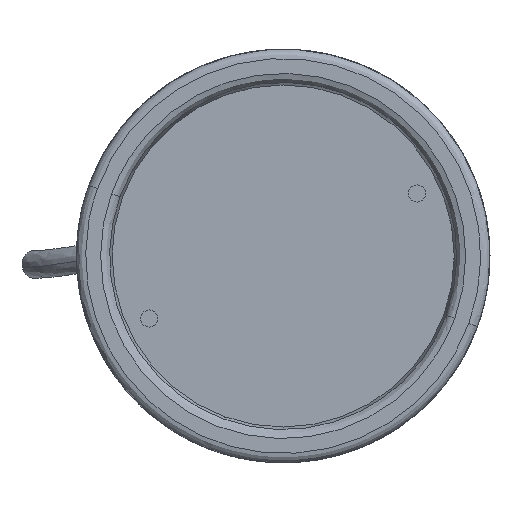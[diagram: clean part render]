
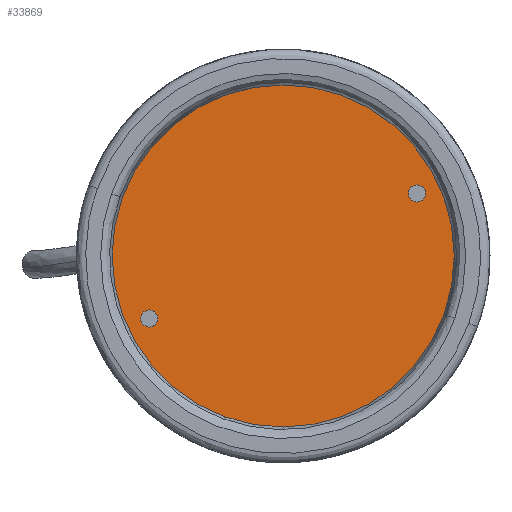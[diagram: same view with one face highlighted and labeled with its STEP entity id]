
A CAD part, front view. The second image highlights one B-rep face of the part: STEP entity #33869.
In plain terms, the highlighted planar face has unit normal (0, -1, 0).
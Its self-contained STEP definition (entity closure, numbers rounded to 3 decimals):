
#929 = AXIS2_PLACEMENT_3D ( 'NONE', #54291, #78058, #47181 ) ;
#1518 = EDGE_CURVE ( 'NONE', #70144, #46049, #30458, .T. ) ;
#2671 = AXIS2_PLACEMENT_3D ( 'NONE', #9491, #69652, #9106 ) ;
#4067 = DIRECTION ( 'NONE',  ( 0., -1., 0. ) ) ;
#4686 = CIRCLE ( 'NONE', #929, 2.75 ) ;
#6204 = CARTESIAN_POINT ( 'NONE',  ( 30.838, 5.2, 33.588 ) ) ;
#9106 = DIRECTION ( 'NONE',  ( 0., 0., -1. ) ) ;
#9491 = CARTESIAN_POINT ( 'NONE',  ( 0., 5.2, 0. ) ) ;
#9641 = CARTESIAN_POINT ( 'NONE',  ( 0., 5.2, 0. ) ) ;
#9845 = EDGE_LOOP ( 'NONE', ( #24364, #52266 ) ) ;
#9937 = FACE_BOUND ( 'NONE', #9845, .T. ) ;
#20639 = AXIS2_PLACEMENT_3D ( 'NONE', #9641, #4067, #75722 ) ;
#22012 = CIRCLE ( 'NONE', #40888, 2.75 ) ;
#22022 = CARTESIAN_POINT ( 'NONE',  ( -36.338, 5.2, -33.588 ) ) ;
#22594 = CARTESIAN_POINT ( 'NONE',  ( 0., 5.2, -55. ) ) ;
#24364 = ORIENTED_EDGE ( 'NONE', *, *, #77788, .F. ) ;
#24590 = ORIENTED_EDGE ( 'NONE', *, *, #54773, .T. ) ;
#24774 = ORIENTED_EDGE ( 'NONE', *, *, #74599, .F. ) ;
#25717 = CIRCLE ( 'NONE', #20639, 55. ) ;
#26603 = CARTESIAN_POINT ( 'NONE',  ( -110., 5.2, -110. ) ) ;
#27269 = EDGE_CURVE ( 'NONE', #45860, #57727, #22012, .T. ) ;
#28881 = DIRECTION ( 'NONE',  ( 1., 0., 0. ) ) ;
#30458 = CIRCLE ( 'NONE', #2671, 55. ) ;
#32279 = CARTESIAN_POINT ( 'NONE',  ( 33.588, 5.2, 33.588 ) ) ;
#33869 = ADVANCED_FACE ( 'NONE', ( #9937, #56237, #51864 ), #69717, .F. ) ;
#34227 = ORIENTED_EDGE ( 'NONE', *, *, #27269, .F. ) ;
#39633 = DIRECTION ( 'NONE',  ( 0., 1., 0. ) ) ;
#40280 = EDGE_LOOP ( 'NONE', ( #24774, #34227 ) ) ;
#40808 = ORIENTED_EDGE ( 'NONE', *, *, #1518, .T. ) ;
#40888 = AXIS2_PLACEMENT_3D ( 'NONE', #50471, #43357, #67517 ) ;
#41685 = CIRCLE ( 'NONE', #58118, 2.75 ) ;
#43357 = DIRECTION ( 'NONE',  ( 0., -1., 0. ) ) ;
#43820 = AXIS2_PLACEMENT_3D ( 'NONE', #26603, #39633, #69323 ) ;
#44894 = DIRECTION ( 'NONE',  ( 0., -1., 0. ) ) ;
#45672 = DIRECTION ( 'NONE',  ( 1., 0., 0. ) ) ;
#45860 = VERTEX_POINT ( 'NONE', #22022 ) ;
#46049 = VERTEX_POINT ( 'NONE', #22594 ) ;
#47181 = DIRECTION ( 'NONE',  ( 1., 0., 0. ) ) ;
#48579 = VERTEX_POINT ( 'NONE', #6204 ) ;
#49655 = EDGE_LOOP ( 'NONE', ( #24590, #40808 ) ) ;
#50471 = CARTESIAN_POINT ( 'NONE',  ( -33.588, 5.2, -33.588 ) ) ;
#51642 = AXIS2_PLACEMENT_3D ( 'NONE', #53360, #70072, #28881 ) ;
#51864 = FACE_OUTER_BOUND ( 'NONE', #49655, .T. ) ;
#52266 = ORIENTED_EDGE ( 'NONE', *, *, #72519, .F. ) ;
#53360 = CARTESIAN_POINT ( 'NONE',  ( -33.588, 5.2, -33.588 ) ) ;
#54291 = CARTESIAN_POINT ( 'NONE',  ( 33.588, 5.2, 33.588 ) ) ;
#54773 = EDGE_CURVE ( 'NONE', #46049, #70144, #25717, .T. ) ;
#56237 = FACE_BOUND ( 'NONE', #40280, .T. ) ;
#56660 = CIRCLE ( 'NONE', #51642, 2.75 ) ;
#57727 = VERTEX_POINT ( 'NONE', #65869 ) ;
#58118 = AXIS2_PLACEMENT_3D ( 'NONE', #32279, #44894, #45672 ) ;
#62091 = VERTEX_POINT ( 'NONE', #63014 ) ;
#63014 = CARTESIAN_POINT ( 'NONE',  ( 36.338, 5.2, 33.588 ) ) ;
#65869 = CARTESIAN_POINT ( 'NONE',  ( -30.838, 5.2, -33.588 ) ) ;
#66632 = CARTESIAN_POINT ( 'NONE',  ( 0., 5.2, 55. ) ) ;
#67517 = DIRECTION ( 'NONE',  ( 1., 0., 0. ) ) ;
#69323 = DIRECTION ( 'NONE',  ( 0., 0., 1. ) ) ;
#69652 = DIRECTION ( 'NONE',  ( 0., -1., 0. ) ) ;
#69717 = PLANE ( 'NONE',  #43820 ) ;
#70072 = DIRECTION ( 'NONE',  ( 0., -1., 0. ) ) ;
#70144 = VERTEX_POINT ( 'NONE', #66632 ) ;
#72519 = EDGE_CURVE ( 'NONE', #48579, #62091, #4686, .T. ) ;
#74599 = EDGE_CURVE ( 'NONE', #57727, #45860, #56660, .T. ) ;
#75722 = DIRECTION ( 'NONE',  ( 0., 0., -1. ) ) ;
#77788 = EDGE_CURVE ( 'NONE', #62091, #48579, #41685, .T. ) ;
#78058 = DIRECTION ( 'NONE',  ( 0., -1., 0. ) ) ;
